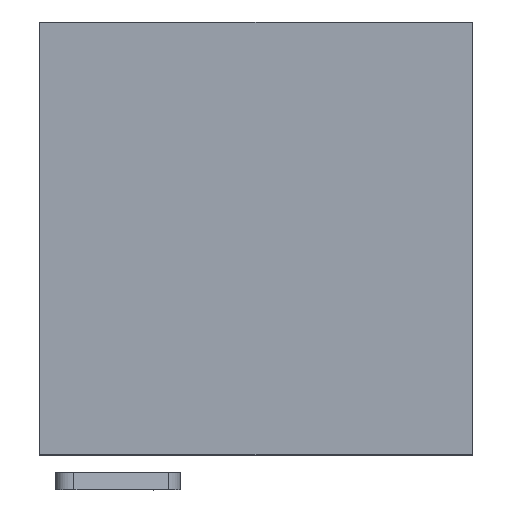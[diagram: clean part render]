
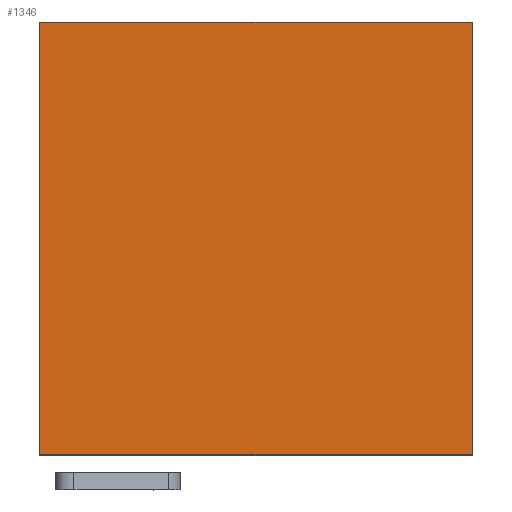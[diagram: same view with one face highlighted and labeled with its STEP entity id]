
A CAD part, top view. The second image highlights one B-rep face of the part: STEP entity #1346.
In plain terms, the highlighted planar face has unit normal (0, 0, 1).
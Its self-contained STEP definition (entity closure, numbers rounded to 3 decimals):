
#173=FACE_OUTER_BOUND('',#270,.T.);
#270=EDGE_LOOP('',(#1203,#1204,#1205,#1206));
#415=LINE('',#2210,#566);
#416=LINE('',#2212,#567);
#417=LINE('',#2214,#568);
#418=LINE('',#2215,#569);
#566=VECTOR('',#1834,10.);
#567=VECTOR('',#1835,10.);
#568=VECTOR('',#1836,10.);
#569=VECTOR('',#1837,10.);
#688=VERTEX_POINT('',#2208);
#689=VERTEX_POINT('',#2209);
#690=VERTEX_POINT('',#2211);
#691=VERTEX_POINT('',#2213);
#861=EDGE_CURVE('',#688,#689,#415,.T.);
#862=EDGE_CURVE('',#689,#690,#416,.T.);
#863=EDGE_CURVE('',#690,#691,#417,.T.);
#864=EDGE_CURVE('',#691,#688,#418,.T.);
#1203=ORIENTED_EDGE('',*,*,#861,.T.);
#1204=ORIENTED_EDGE('',*,*,#862,.T.);
#1205=ORIENTED_EDGE('',*,*,#863,.T.);
#1206=ORIENTED_EDGE('',*,*,#864,.T.);
#1277=PLANE('',#1495);
#1346=ADVANCED_FACE('',(#173),#1277,.T.);
#1495=AXIS2_PLACEMENT_3D('',#2207,#1832,#1833);
#1832=DIRECTION('center_axis',(0.,0.,1.));
#1833=DIRECTION('ref_axis',(0.,-1.,0.));
#1834=DIRECTION('',(1.,0.,0.));
#1835=DIRECTION('',(0.,1.,0.));
#1836=DIRECTION('',(-1.,0.,0.));
#1837=DIRECTION('',(0.,-1.,0.));
#2207=CARTESIAN_POINT('Origin',(25.,-17.5,42.));
#2208=CARTESIAN_POINT('',(0.,-42.5,42.));
#2209=CARTESIAN_POINT('',(50.,-42.5,42.));
#2210=CARTESIAN_POINT('',(25.,-42.5,42.));
#2211=CARTESIAN_POINT('',(50.,7.5,42.));
#2212=CARTESIAN_POINT('',(50.,-17.5,42.));
#2213=CARTESIAN_POINT('',(0.,7.5,42.));
#2214=CARTESIAN_POINT('',(25.,7.5,42.));
#2215=CARTESIAN_POINT('',(0.,-17.5,42.));
